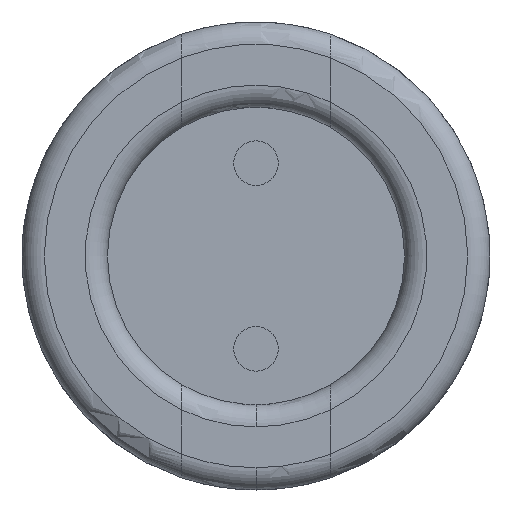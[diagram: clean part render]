
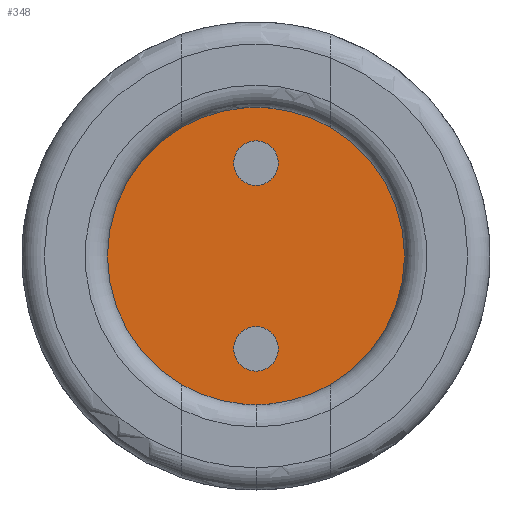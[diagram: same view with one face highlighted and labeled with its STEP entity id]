
A CAD part, left-side view. The second image highlights one B-rep face of the part: STEP entity #348.
In plain terms, the highlighted planar face has unit normal (-1, 0, 0).
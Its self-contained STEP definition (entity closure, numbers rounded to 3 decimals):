
#78 = FACE_BOUND ( 'NONE', #2282, .T. ) ;
#202 = VERTEX_POINT ( 'NONE', #3224 ) ;
#311 = CIRCLE ( 'NONE', #6833, 2. ) ;
#348 = ADVANCED_FACE ( 'NONE', ( #78, #7196, #1505 ), #6197, .T. ) ;
#400 = CARTESIAN_POINT ( 'NONE',  ( 0.3, 1., -1.732 ) ) ;
#442 = AXIS2_PLACEMENT_3D ( 'NONE', #3367, #9536, #11381 ) ;
#527 = VERTEX_POINT ( 'NONE', #10475 ) ;
#694 = CIRCLE ( 'NONE', #882, 2. ) ;
#738 = ORIENTED_EDGE ( 'NONE', *, *, #11006, .T. ) ;
#788 = EDGE_CURVE ( 'NONE', #5979, #9662, #2517, .T. ) ;
#864 = ORIENTED_EDGE ( 'NONE', *, *, #4286, .F. ) ;
#882 = AXIS2_PLACEMENT_3D ( 'NONE', #1082, #9814, #7203 ) ;
#891 = DIRECTION ( 'NONE',  ( 0., 0., 1. ) ) ;
#898 = AXIS2_PLACEMENT_3D ( 'NONE', #8251, #1457, #5963 ) ;
#931 = DIRECTION ( 'NONE',  ( 0., 0., 1. ) ) ;
#989 = CIRCLE ( 'NONE', #8801, 0.3 ) ;
#1082 = CARTESIAN_POINT ( 'NONE',  ( 0.3, 0., 0. ) ) ;
#1193 = EDGE_CURVE ( 'NONE', #1764, #10927, #9633, .T. ) ;
#1457 = DIRECTION ( 'NONE',  ( -1., 0., 0. ) ) ;
#1505 = FACE_OUTER_BOUND ( 'NONE', #3951, .T. ) ;
#1566 = AXIS2_PLACEMENT_3D ( 'NONE', #1866, #3579, #891 ) ;
#1624 = CARTESIAN_POINT ( 'NONE',  ( 0.3, -1., -1.732 ) ) ;
#1636 = EDGE_CURVE ( 'NONE', #10431, #1764, #2747, .T. ) ;
#1672 = ORIENTED_EDGE ( 'NONE', *, *, #1636, .T. ) ;
#1742 = DIRECTION ( 'NONE',  ( 0., 0., 1. ) ) ;
#1764 = VERTEX_POINT ( 'NONE', #4521 ) ;
#1801 = DIRECTION ( 'NONE',  ( -1., 0., 0. ) ) ;
#1866 = CARTESIAN_POINT ( 'NONE',  ( 0.3, 0., 0. ) ) ;
#1937 = CIRCLE ( 'NONE', #5871, 2. ) ;
#2027 = EDGE_CURVE ( 'NONE', #6183, #7688, #1937, .T. ) ;
#2031 = AXIS2_PLACEMENT_3D ( 'NONE', #9964, #7338, #10920 ) ;
#2048 = ORIENTED_EDGE ( 'NONE', *, *, #9807, .T. ) ;
#2098 = DIRECTION ( 'NONE',  ( -1., 0., 0. ) ) ;
#2163 = ORIENTED_EDGE ( 'NONE', *, *, #3996, .F. ) ;
#2234 = ORIENTED_EDGE ( 'NONE', *, *, #7982, .T. ) ;
#2246 = VERTEX_POINT ( 'NONE', #11271 ) ;
#2282 = EDGE_LOOP ( 'NONE', ( #864, #7629 ) ) ;
#2517 = CIRCLE ( 'NONE', #6464, 0.3 ) ;
#2747 = CIRCLE ( 'NONE', #898, 2. ) ;
#2864 = DIRECTION ( 'NONE',  ( 0., 0., 1. ) ) ;
#3224 = CARTESIAN_POINT ( 'NONE',  ( 0.3, 0.198, 1.99 ) ) ;
#3367 = CARTESIAN_POINT ( 'NONE',  ( 0.3, 0., 1.25 ) ) ;
#3407 = DIRECTION ( 'NONE',  ( -1., 0., 0. ) ) ;
#3499 = VERTEX_POINT ( 'NONE', #400 ) ;
#3579 = DIRECTION ( 'NONE',  ( -1., 0., 0. ) ) ;
#3599 = AXIS2_PLACEMENT_3D ( 'NONE', #4052, #7599, #2864 ) ;
#3858 = EDGE_CURVE ( 'NONE', #9782, #2246, #11250, .T. ) ;
#3951 = EDGE_LOOP ( 'NONE', ( #2048, #738, #2234, #7317, #5214, #8744, #1672, #5276, #5990 ) ) ;
#3996 = EDGE_CURVE ( 'NONE', #2246, #9782, #989, .T. ) ;
#4052 = CARTESIAN_POINT ( 'NONE',  ( 0.3, 0., -1.25 ) ) ;
#4217 = DIRECTION ( 'NONE',  ( 0., 0., 1. ) ) ;
#4221 = CARTESIAN_POINT ( 'NONE',  ( 0.3, 0., 0. ) ) ;
#4230 = CIRCLE ( 'NONE', #6090, 2. ) ;
#4286 = EDGE_CURVE ( 'NONE', #9662, #5979, #8622, .T. ) ;
#4521 = CARTESIAN_POINT ( 'NONE',  ( 0.3, -1., 1.732 ) ) ;
#4586 = CIRCLE ( 'NONE', #1566, 2. ) ;
#4650 = AXIS2_PLACEMENT_3D ( 'NONE', #6251, #6130, #8048 ) ;
#4836 = AXIS2_PLACEMENT_3D ( 'NONE', #4221, #5088, #1742 ) ;
#5088 = DIRECTION ( 'NONE',  ( -1., 0., 0. ) ) ;
#5214 = ORIENTED_EDGE ( 'NONE', *, *, #9545, .T. ) ;
#5256 = CARTESIAN_POINT ( 'NONE',  ( 0.3, 0., 0.95 ) ) ;
#5276 = ORIENTED_EDGE ( 'NONE', *, *, #1193, .T. ) ;
#5315 = CARTESIAN_POINT ( 'NONE',  ( 0.3, 0., -1.25 ) ) ;
#5558 = CIRCLE ( 'NONE', #5915, 2. ) ;
#5576 = DIRECTION ( 'NONE',  ( 0., 0., 1. ) ) ;
#5871 = AXIS2_PLACEMENT_3D ( 'NONE', #11337, #9382, #4217 ) ;
#5915 = AXIS2_PLACEMENT_3D ( 'NONE', #8886, #3407, #7908 ) ;
#5918 = EDGE_CURVE ( 'NONE', #10927, #202, #7081, .T. ) ;
#5963 = DIRECTION ( 'NONE',  ( 0., 0., 1. ) ) ;
#5979 = VERTEX_POINT ( 'NONE', #8806 ) ;
#5990 = ORIENTED_EDGE ( 'NONE', *, *, #5918, .T. ) ;
#6090 = AXIS2_PLACEMENT_3D ( 'NONE', #10873, #9166, #5576 ) ;
#6130 = DIRECTION ( 'NONE',  ( -1., 0., 0. ) ) ;
#6183 = VERTEX_POINT ( 'NONE', #7795 ) ;
#6197 = PLANE ( 'NONE',  #4836 ) ;
#6251 = CARTESIAN_POINT ( 'NONE',  ( 0.3, 0., 0. ) ) ;
#6464 = AXIS2_PLACEMENT_3D ( 'NONE', #8142, #2098, #9941 ) ;
#6833 = AXIS2_PLACEMENT_3D ( 'NONE', #9038, #9850, #7348 ) ;
#7081 = CIRCLE ( 'NONE', #2031, 2. ) ;
#7126 = CARTESIAN_POINT ( 'NONE',  ( 0.3, 0., -0.95 ) ) ;
#7196 = FACE_BOUND ( 'NONE', #7613, .T. ) ;
#7203 = DIRECTION ( 'NONE',  ( 0., 0., 1. ) ) ;
#7317 = ORIENTED_EDGE ( 'NONE', *, *, #2027, .T. ) ;
#7338 = DIRECTION ( 'NONE',  ( -1., 0., 0. ) ) ;
#7348 = DIRECTION ( 'NONE',  ( 0., 0., 1. ) ) ;
#7599 = DIRECTION ( 'NONE',  ( -1., 0., 0. ) ) ;
#7613 = EDGE_LOOP ( 'NONE', ( #2163, #8103 ) ) ;
#7629 = ORIENTED_EDGE ( 'NONE', *, *, #788, .F. ) ;
#7688 = VERTEX_POINT ( 'NONE', #9374 ) ;
#7767 = CARTESIAN_POINT ( 'NONE',  ( 0.3, -0.201, -1.99 ) ) ;
#7795 = CARTESIAN_POINT ( 'NONE',  ( 0.3, 0.198, -1.99 ) ) ;
#7908 = DIRECTION ( 'NONE',  ( 0., 0., 1. ) ) ;
#7982 = EDGE_CURVE ( 'NONE', #3499, #6183, #4586, .T. ) ;
#8048 = DIRECTION ( 'NONE',  ( 0., 0., 1. ) ) ;
#8103 = ORIENTED_EDGE ( 'NONE', *, *, #3858, .F. ) ;
#8142 = CARTESIAN_POINT ( 'NONE',  ( 0.3, 0., 1.25 ) ) ;
#8251 = CARTESIAN_POINT ( 'NONE',  ( 0.3, 0., 0. ) ) ;
#8255 = VERTEX_POINT ( 'NONE', #7767 ) ;
#8551 = CARTESIAN_POINT ( 'NONE',  ( 0.3, -0.201, 1.99 ) ) ;
#8622 = CIRCLE ( 'NONE', #442, 0.3 ) ;
#8744 = ORIENTED_EDGE ( 'NONE', *, *, #11052, .T. ) ;
#8801 = AXIS2_PLACEMENT_3D ( 'NONE', #5315, #1801, #931 ) ;
#8806 = CARTESIAN_POINT ( 'NONE',  ( 0.3, 0., 1.55 ) ) ;
#8886 = CARTESIAN_POINT ( 'NONE',  ( 0.3, 0., 0. ) ) ;
#9038 = CARTESIAN_POINT ( 'NONE',  ( 0.3, 0., 0. ) ) ;
#9166 = DIRECTION ( 'NONE',  ( -1., 0., 0. ) ) ;
#9374 = CARTESIAN_POINT ( 'NONE',  ( 0.3, 0., -2. ) ) ;
#9382 = DIRECTION ( 'NONE',  ( -1., 0., 0. ) ) ;
#9536 = DIRECTION ( 'NONE',  ( -1., 0., 0. ) ) ;
#9545 = EDGE_CURVE ( 'NONE', #7688, #8255, #4230, .T. ) ;
#9633 = CIRCLE ( 'NONE', #4650, 2. ) ;
#9662 = VERTEX_POINT ( 'NONE', #5256 ) ;
#9782 = VERTEX_POINT ( 'NONE', #7126 ) ;
#9807 = EDGE_CURVE ( 'NONE', #202, #527, #311, .T. ) ;
#9814 = DIRECTION ( 'NONE',  ( -1., 0., 0. ) ) ;
#9850 = DIRECTION ( 'NONE',  ( -1., 0., 0. ) ) ;
#9941 = DIRECTION ( 'NONE',  ( 0., 0., -1. ) ) ;
#9964 = CARTESIAN_POINT ( 'NONE',  ( 0.3, 0., 0. ) ) ;
#10431 = VERTEX_POINT ( 'NONE', #1624 ) ;
#10475 = CARTESIAN_POINT ( 'NONE',  ( 0.3, 1., 1.732 ) ) ;
#10873 = CARTESIAN_POINT ( 'NONE',  ( 0.3, 0., 0. ) ) ;
#10920 = DIRECTION ( 'NONE',  ( 0., 0., 1. ) ) ;
#10927 = VERTEX_POINT ( 'NONE', #8551 ) ;
#11006 = EDGE_CURVE ( 'NONE', #527, #3499, #5558, .T. ) ;
#11052 = EDGE_CURVE ( 'NONE', #8255, #10431, #694, .T. ) ;
#11250 = CIRCLE ( 'NONE', #3599, 0.3 ) ;
#11271 = CARTESIAN_POINT ( 'NONE',  ( 0.3, 0., -1.55 ) ) ;
#11337 = CARTESIAN_POINT ( 'NONE',  ( 0.3, 0., 0. ) ) ;
#11381 = DIRECTION ( 'NONE',  ( 0., 0., -1. ) ) ;
